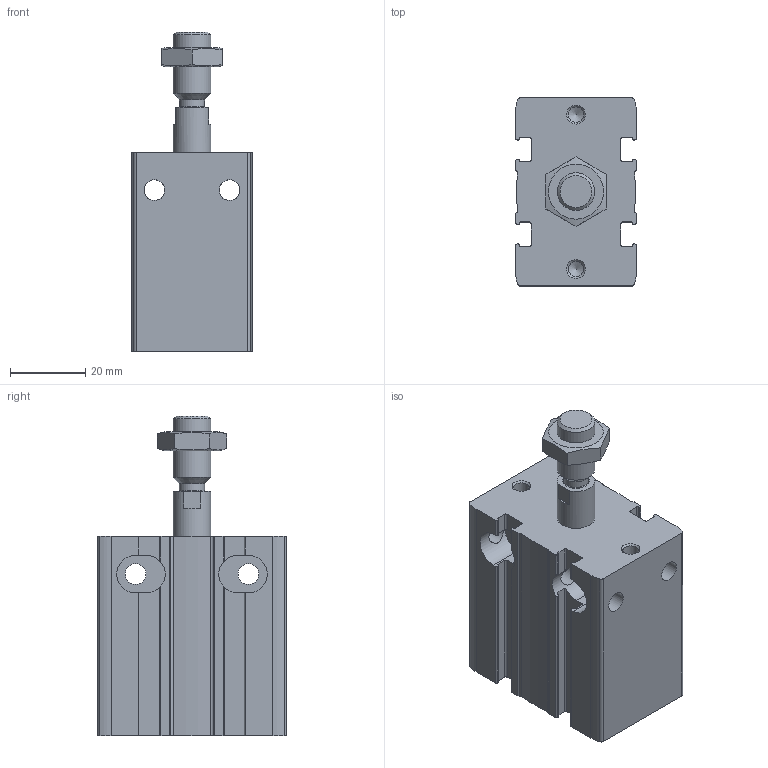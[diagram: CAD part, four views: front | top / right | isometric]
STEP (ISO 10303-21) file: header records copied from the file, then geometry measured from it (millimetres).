
FILE_DESCRIPTION(/* description */ ('STEP AP214'),/* implementation_level */ '2;1');
FILE_NAME(/* name */ '4829866_DPDM-25-5-P-PA',/* time_stamp */ '2024-08-20T20:22:08+02:00',/* author */ ('License CC BY-ND 4.0'),/* organization */ ('CADENAS'),/* preprocessor_version */ 'ST-DEVELOPER v19.3',/* originating_system */ 'PARTsolutions',/* authorisation */ ' ');
FILE_SCHEMA (('AUTOMOTIVE_DESIGN {1 0 10303 214 3 1 1}'));
Length unit declared in the file: millimetre
Products named in the file (5): 4829866 DPDM-25-5-P-PA---(0); 4328892 DPDM-5-P---(h); 340115 M5; 4328892 DPDM-5-P---(r); ISO 4035 M10x1.25(F)
Assembly tree (4 placements, depth 2):
  4829866 DPDM-25-5-P-PA---(0)
    4328892 DPDM-5-P---(h)
    340115 M5
    4328892 DPDM-5-P---(r)
    ISO 4035 M10x1.25(F)
Bounding box: 32 x 50 x 85 mm (x, y, z)
Volume: 73125.8 mm3; surface area: 22856.1 mm2
Topology: 4 solids, 4 shells, 251 faces, 687 edges, 452 vertices
Faces by surface type: cylinder 116, plane 112, cone 21, torus 2
Full cylindrical faces by diameter (mm): 2.5 x1, 3.95 x1, 4.134 x6, 5 x1, 5.5 x8, 6.667 x1, 8.647 x1, 10 x3, 16 x1, 25 x2, 26 x1
Entity records: 8008 total; most frequent: CARTESIAN_POINT 1636, DIRECTION 1310, ORIENTED_EDGE 1248, EDGE_CURVE 624, AXIS2_PLACEMENT_3D 482, VERTEX_POINT 444, LINE 346, VECTOR 346
